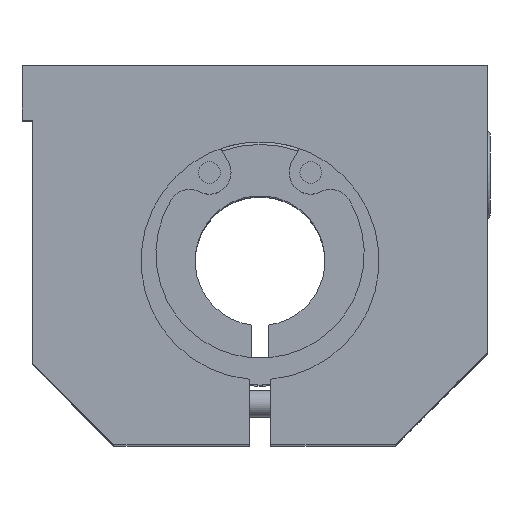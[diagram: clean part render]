
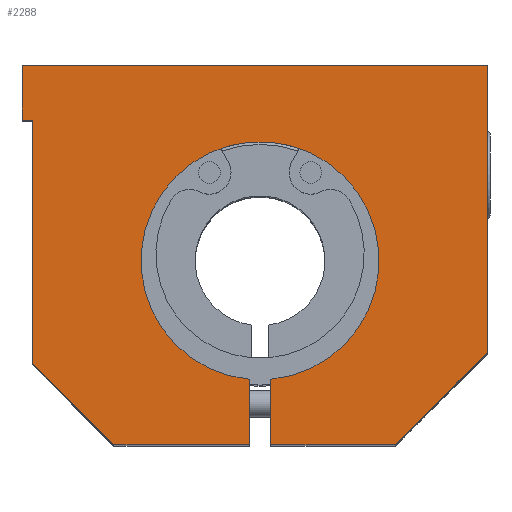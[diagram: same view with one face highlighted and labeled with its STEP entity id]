
A CAD part, top view. The second image highlights one B-rep face of the part: STEP entity #2288.
In plain terms, the highlighted planar face has unit normal (0, 0, 1).
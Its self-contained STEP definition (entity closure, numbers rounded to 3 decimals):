
#107=PLANE('',#2521);
#189=FACE_OUTER_BOUND('',#324,.T.);
#324=EDGE_LOOP('',(#1579,#1580,#1581,#1582,#1583,#1584,#1585,#1586,#1587,
#1588,#1589,#1590));
#482=LINE('',#3527,#688);
#483=LINE('',#3531,#689);
#484=LINE('',#3533,#690);
#485=LINE('',#3535,#691);
#486=LINE('',#3537,#692);
#487=LINE('',#3539,#693);
#488=LINE('',#3541,#694);
#489=LINE('',#3543,#695);
#490=LINE('',#3545,#696);
#491=LINE('',#3547,#697);
#492=LINE('',#3548,#698);
#688=VECTOR('',#2802,10.);
#689=VECTOR('',#2805,10.);
#690=VECTOR('',#2806,10.);
#691=VECTOR('',#2807,10.);
#692=VECTOR('',#2808,10.);
#693=VECTOR('',#2809,10.);
#694=VECTOR('',#2810,10.);
#695=VECTOR('',#2811,10.);
#696=VECTOR('',#2812,10.);
#697=VECTOR('',#2813,10.);
#698=VECTOR('',#2814,10.);
#898=CIRCLE('',#2522,11.);
#1007=VERTEX_POINT('',#3525);
#1008=VERTEX_POINT('',#3526);
#1009=VERTEX_POINT('',#3528);
#1010=VERTEX_POINT('',#3530);
#1011=VERTEX_POINT('',#3532);
#1012=VERTEX_POINT('',#3534);
#1013=VERTEX_POINT('',#3536);
#1014=VERTEX_POINT('',#3538);
#1015=VERTEX_POINT('',#3540);
#1016=VERTEX_POINT('',#3542);
#1017=VERTEX_POINT('',#3544);
#1018=VERTEX_POINT('',#3546);
#1235=EDGE_CURVE('',#1007,#1008,#482,.T.);
#1236=EDGE_CURVE('',#1008,#1009,#898,.T.);
#1237=EDGE_CURVE('',#1009,#1010,#483,.T.);
#1238=EDGE_CURVE('',#1011,#1010,#484,.T.);
#1239=EDGE_CURVE('',#1012,#1011,#485,.T.);
#1240=EDGE_CURVE('',#1013,#1012,#486,.T.);
#1241=EDGE_CURVE('',#1014,#1013,#487,.T.);
#1242=EDGE_CURVE('',#1015,#1014,#488,.T.);
#1243=EDGE_CURVE('',#1016,#1015,#489,.T.);
#1244=EDGE_CURVE('',#1017,#1016,#490,.T.);
#1245=EDGE_CURVE('',#1018,#1017,#491,.T.);
#1246=EDGE_CURVE('',#1007,#1018,#492,.T.);
#1579=ORIENTED_EDGE('',*,*,#1235,.T.);
#1580=ORIENTED_EDGE('',*,*,#1236,.T.);
#1581=ORIENTED_EDGE('',*,*,#1237,.T.);
#1582=ORIENTED_EDGE('',*,*,#1238,.F.);
#1583=ORIENTED_EDGE('',*,*,#1239,.F.);
#1584=ORIENTED_EDGE('',*,*,#1240,.F.);
#1585=ORIENTED_EDGE('',*,*,#1241,.F.);
#1586=ORIENTED_EDGE('',*,*,#1242,.F.);
#1587=ORIENTED_EDGE('',*,*,#1243,.F.);
#1588=ORIENTED_EDGE('',*,*,#1244,.F.);
#1589=ORIENTED_EDGE('',*,*,#1245,.F.);
#1590=ORIENTED_EDGE('',*,*,#1246,.F.);
#2288=ADVANCED_FACE('',(#189),#107,.T.);
#2521=AXIS2_PLACEMENT_3D('',#3524,#2800,#2801);
#2522=AXIS2_PLACEMENT_3D('',#3529,#2803,#2804);
#2800=DIRECTION('center_axis',(0.,0.,1.));
#2801=DIRECTION('ref_axis',(1.,0.,0.));
#2802=DIRECTION('',(0.,1.,0.));
#2803=DIRECTION('center_axis',(0.,0.,-1.));
#2804=DIRECTION('ref_axis',(-1.,0.,0.));
#2805=DIRECTION('',(0.,-1.,0.));
#2806=DIRECTION('',(-1.,0.,0.));
#2807=DIRECTION('',(-0.707,-0.707,0.));
#2808=DIRECTION('',(0.,-1.,0.));
#2809=DIRECTION('',(1.,0.,0.));
#2810=DIRECTION('',(0.,1.,0.));
#2811=DIRECTION('',(-1.,0.,0.));
#2812=DIRECTION('',(0.,1.,0.));
#2813=DIRECTION('',(-0.707,0.707,0.));
#2814=DIRECTION('',(-1.,0.,0.));
#3524=CARTESIAN_POINT('Origin',(-0.108,1.318,38.));
#3525=CARTESIAN_POINT('',(-1.,-17.5,38.));
#3526=CARTESIAN_POINT('',(-1.,-11.454,38.));
#3527=CARTESIAN_POINT('',(-1.,-4.566,38.));
#3528=CARTESIAN_POINT('',(1.,-11.454,38.));
#3529=CARTESIAN_POINT('Origin',(0.,-0.5,38.));
#3530=CARTESIAN_POINT('',(1.,-17.5,38.));
#3531=CARTESIAN_POINT('',(1.,-8.091,38.));
#3532=CARTESIAN_POINT('',(12.5,-17.5,38.));
#3533=CARTESIAN_POINT('',(12.5,-17.5,38.));
#3534=CARTESIAN_POINT('',(21.,-9.,38.));
#3535=CARTESIAN_POINT('',(21.,-9.,38.));
#3536=CARTESIAN_POINT('',(21.,17.5,38.));
#3537=CARTESIAN_POINT('',(21.,17.5,38.));
#3538=CARTESIAN_POINT('',(-22.,17.5,38.));
#3539=CARTESIAN_POINT('',(-21.,17.5,38.));
#3540=CARTESIAN_POINT('',(-22.,12.5,38.));
#3541=CARTESIAN_POINT('',(-22.,12.5,38.));
#3542=CARTESIAN_POINT('',(-21.,12.5,38.));
#3543=CARTESIAN_POINT('',(-21.,12.5,38.));
#3544=CARTESIAN_POINT('',(-21.,-10.,38.));
#3545=CARTESIAN_POINT('',(-21.,-10.,38.));
#3546=CARTESIAN_POINT('',(-13.5,-17.5,38.));
#3547=CARTESIAN_POINT('',(-13.5,-17.5,38.));
#3548=CARTESIAN_POINT('',(12.5,-17.5,38.));
